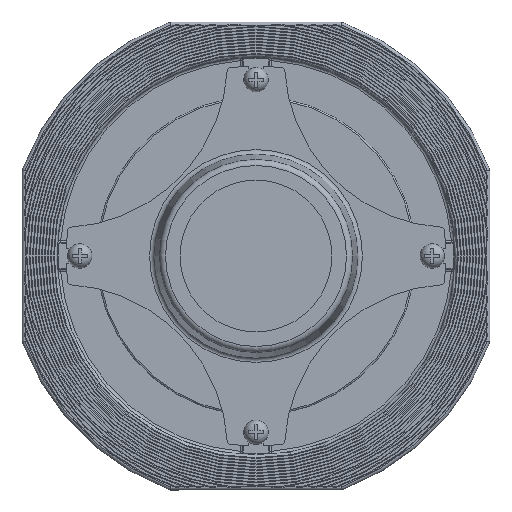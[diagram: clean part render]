
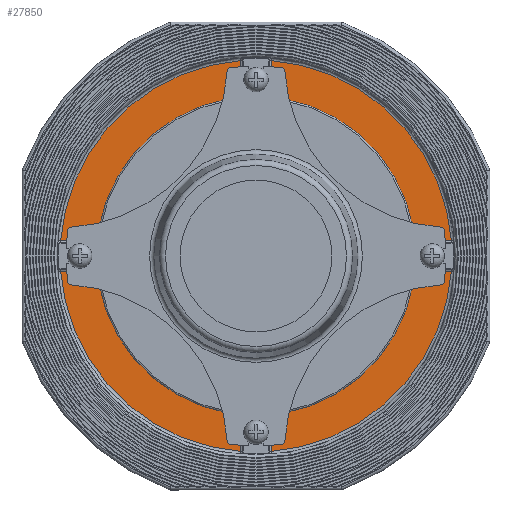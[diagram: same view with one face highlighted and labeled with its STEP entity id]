
A CAD part, left-side view. The second image highlights one B-rep face of the part: STEP entity #27850.
In plain terms, the highlighted planar face has unit normal (-1, 0, 0).
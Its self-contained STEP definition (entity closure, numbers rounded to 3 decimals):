
#157 = CIRCLE ( 'NONE', #24725, 64.5 ) ;
#233 = CIRCLE ( 'NONE', #21069, 64.5 ) ;
#2402 = DIRECTION ( 'NONE',  ( 0., 1., 0. ) ) ;
#2408 = CARTESIAN_POINT ( 'NONE',  ( -6., -5., -64.343 ) ) ;
#2682 = DIRECTION ( 'NONE',  ( 0., 0., -1. ) ) ;
#2797 = CARTESIAN_POINT ( 'NONE',  ( -6., 64.343, -5. ) ) ;
#2873 = VERTEX_POINT ( 'NONE', #41919 ) ;
#2874 = VERTEX_POINT ( 'NONE', #41971 ) ;
#2884 = VERTEX_POINT ( 'NONE', #42994 ) ;
#2889 = VERTEX_POINT ( 'NONE', #41507 ) ;
#2903 = VERTEX_POINT ( 'NONE', #43018 ) ;
#2912 = VERTEX_POINT ( 'NONE', #43486 ) ;
#2954 = VERTEX_POINT ( 'NONE', #42593 ) ;
#2977 = VERTEX_POINT ( 'NONE', #15264 ) ;
#2978 = VERTEX_POINT ( 'NONE', #14362 ) ;
#2979 = VERTEX_POINT ( 'NONE', #14802 ) ;
#2981 = VERTEX_POINT ( 'NONE', #15801 ) ;
#2982 = VERTEX_POINT ( 'NONE', #14565 ) ;
#2994 = VERTEX_POINT ( 'NONE', #14183 ) ;
#3048 = VERTEX_POINT ( 'NONE', #42312 ) ;
#3060 = VERTEX_POINT ( 'NONE', #43746 ) ;
#3080 = VERTEX_POINT ( 'NONE', #43606 ) ;
#3393 = CARTESIAN_POINT ( 'NONE',  ( -6., -5., 58. ) ) ;
#3395 = DIRECTION ( 'NONE',  ( 0., 0., -1. ) ) ;
#3784 = CARTESIAN_POINT ( 'NONE',  ( -6., 0., 0. ) ) ;
#3794 = DIRECTION ( 'NONE',  ( -1., 0., 0. ) ) ;
#3799 = DIRECTION ( 'NONE',  ( 0., 0., -1. ) ) ;
#4088 = DIRECTION ( 'NONE',  ( 0., 0., -1. ) ) ;
#4090 = DIRECTION ( 'NONE',  ( 1., 0., 0. ) ) ;
#4127 = DIRECTION ( 'NONE',  ( 0., 0., -1. ) ) ;
#4133 = CARTESIAN_POINT ( 'NONE',  ( -6., -58., 0. ) ) ;
#4137 = DIRECTION ( 'NONE',  ( 1., 0., 0. ) ) ;
#4227 = CARTESIAN_POINT ( 'NONE',  ( -6., -58., -5. ) ) ;
#4242 = DIRECTION ( 'NONE',  ( 0., 1., 0. ) ) ;
#4251 = CARTESIAN_POINT ( 'NONE',  ( -6., 0., -58. ) ) ;
#9508 = FACE_OUTER_BOUND ( 'NONE', #13380, .T. ) ;
#9509 = FACE_BOUND ( 'NONE', #13392, .T. ) ;
#9588 = CIRCLE ( 'NONE', #24417, 64.5 ) ;
#9591 = CIRCLE ( 'NONE', #23570, 5. ) ;
#13380 = EDGE_LOOP ( 'NONE', ( #13967, #41211, #41210, #41194, #14010, #41174, #41176, #41206, #41263, #14042, #14311, #14352, #14343, #14347, #14345, #14334 ) ) ;
#13392 = EDGE_LOOP ( 'NONE', ( #14012 ) ) ;
#13967 = ORIENTED_EDGE ( 'NONE', *, *, #23869, .T. ) ;
#14010 = ORIENTED_EDGE ( 'NONE', *, *, #24457, .T. ) ;
#14012 = ORIENTED_EDGE ( 'NONE', *, *, #23671, .F. ) ;
#14042 = ORIENTED_EDGE ( 'NONE', *, *, #23990, .T. ) ;
#14058 = CARTESIAN_POINT ( 'NONE',  ( -6., 0., 0. ) ) ;
#14183 = CARTESIAN_POINT ( 'NONE',  ( -6., 58., -5. ) ) ;
#14311 = ORIENTED_EDGE ( 'NONE', *, *, #24440, .T. ) ;
#14334 = ORIENTED_EDGE ( 'NONE', *, *, #23863, .T. ) ;
#14343 = ORIENTED_EDGE ( 'NONE', *, *, #23864, .T. ) ;
#14345 = ORIENTED_EDGE ( 'NONE', *, *, #24263, .T. ) ;
#14347 = ORIENTED_EDGE ( 'NONE', *, *, #23976, .T. ) ;
#14352 = ORIENTED_EDGE ( 'NONE', *, *, #23932, .T. ) ;
#14362 = CARTESIAN_POINT ( 'NONE',  ( -6., 58., 5. ) ) ;
#14565 = CARTESIAN_POINT ( 'NONE',  ( -6., -64.306, 5. ) ) ;
#14643 = DIRECTION ( 'NONE',  ( -1., 0., 0. ) ) ;
#14684 = CARTESIAN_POINT ( 'NONE',  ( -6., 5., -58. ) ) ;
#14802 = CARTESIAN_POINT ( 'NONE',  ( -6., -58., -5. ) ) ;
#14869 = CARTESIAN_POINT ( 'NONE',  ( -6., 58., 5. ) ) ;
#15264 = CARTESIAN_POINT ( 'NONE',  ( -6., 64.306, -5. ) ) ;
#15489 = DIRECTION ( 'NONE',  ( 0., -1., 0. ) ) ;
#15526 = DIRECTION ( 'NONE',  ( 0., 0., 1. ) ) ;
#15801 = CARTESIAN_POINT ( 'NONE',  ( -6., -58., 5. ) ) ;
#15998 = DIRECTION ( 'NONE',  ( 0., 0., -1. ) ) ;
#16608 = CIRCLE ( 'NONE', #23888, 52.5 ) ;
#21069 = AXIS2_PLACEMENT_3D ( 'NONE', #43705, #42808, #42101 ) ;
#21484 = CIRCLE ( 'NONE', #24710, 5. ) ;
#23570 = AXIS2_PLACEMENT_3D ( 'NONE', #40604, #40571, #40107 ) ;
#23661 = EDGE_CURVE ( 'NONE', #2981, #2982, #44089, .T. ) ;
#23671 = EDGE_CURVE ( 'NONE', #32976, #32976, #16608, .T. ) ;
#23719 = EDGE_CURVE ( 'NONE', #2978, #2994, #9591, .T. ) ;
#23722 = EDGE_CURVE ( 'NONE', #2982, #2903, #9588, .T. ) ;
#23863 = EDGE_CURVE ( 'NONE', #3080, #2979, #27459, .T. ) ;
#23864 = EDGE_CURVE ( 'NONE', #2912, #2884, #27452, .T. ) ;
#23869 = EDGE_CURVE ( 'NONE', #2979, #2981, #27545, .T. ) ;
#23888 = AXIS2_PLACEMENT_3D ( 'NONE', #39932, #40757, #40262 ) ;
#23900 = EDGE_CURVE ( 'NONE', #2889, #2978, #27673, .T. ) ;
#23932 = EDGE_CURVE ( 'NONE', #2874, #2912, #27901, .T. ) ;
#23976 = EDGE_CURVE ( 'NONE', #2884, #3048, #28014, .T. ) ;
#23990 = EDGE_CURVE ( 'NONE', #2994, #2977, #27911, .T. ) ;
#24094 = EDGE_CURVE ( 'NONE', #2903, #3060, #28069, .T. ) ;
#24263 = EDGE_CURVE ( 'NONE', #3048, #3080, #45759, .T. ) ;
#24388 = EDGE_CURVE ( 'NONE', #2873, #2889, #233, .T. ) ;
#24417 = AXIS2_PLACEMENT_3D ( 'NONE', #26267, #26265, #26266 ) ;
#24440 = EDGE_CURVE ( 'NONE', #2977, #2874, #157, .T. ) ;
#24451 = EDGE_CURVE ( 'NONE', #2954, #2873, #27163, .T. ) ;
#24457 = EDGE_CURVE ( 'NONE', #3060, #2954, #21484, .T. ) ;
#24710 = AXIS2_PLACEMENT_3D ( 'NONE', #28872, #28877, #28884 ) ;
#24725 = AXIS2_PLACEMENT_3D ( 'NONE', #3784, #3794, #3799 ) ;
#25600 = AXIS2_PLACEMENT_3D ( 'NONE', #35413, #35414, #35415 ) ;
#26265 = DIRECTION ( 'NONE',  ( -1., 0., 0. ) ) ;
#26266 = DIRECTION ( 'NONE',  ( 0., 0., -1. ) ) ;
#26267 = CARTESIAN_POINT ( 'NONE',  ( -6., 0., 0. ) ) ;
#27071 = VECTOR ( 'NONE', #28725, 1000. ) ;
#27163 = LINE ( 'NONE', #28658, #27071 ) ;
#27260 = AXIS2_PLACEMENT_3D ( 'NONE', #14058, #14643, #15998 ) ;
#27452 = CIRCLE ( 'NONE', #37582, 5. ) ;
#27457 = VECTOR ( 'NONE', #4242, 1000. ) ;
#27459 = LINE ( 'NONE', #4227, #27457 ) ;
#27545 = CIRCLE ( 'NONE', #37895, 5. ) ;
#27672 = VECTOR ( 'NONE', #15489, 1000. ) ;
#27673 = LINE ( 'NONE', #14869, #27672 ) ;
#27850 = ADVANCED_FACE ( 'NONE', ( #9509, #9508 ), #35412, .F. ) ;
#27900 = VECTOR ( 'NONE', #15526, 1000. ) ;
#27901 = LINE ( 'NONE', #14684, #27900 ) ;
#27910 = VECTOR ( 'NONE', #2402, 1000. ) ;
#27911 = LINE ( 'NONE', #2797, #27910 ) ;
#28012 = VECTOR ( 'NONE', #2682, 1000. ) ;
#28014 = LINE ( 'NONE', #2408, #28012 ) ;
#28067 = VECTOR ( 'NONE', #3395, 1000. ) ;
#28069 = LINE ( 'NONE', #3393, #28067 ) ;
#28658 = CARTESIAN_POINT ( 'NONE',  ( -6., 5., 64.343 ) ) ;
#28725 = DIRECTION ( 'NONE',  ( 0., 0., 1. ) ) ;
#28872 = CARTESIAN_POINT ( 'NONE',  ( -6., 0., 58. ) ) ;
#28877 = DIRECTION ( 'NONE',  ( 1., 0., 0. ) ) ;
#28884 = DIRECTION ( 'NONE',  ( 0., 0., -1. ) ) ;
#32976 = VERTEX_POINT ( 'NONE', #33055 ) ;
#33055 = CARTESIAN_POINT ( 'NONE',  ( -6., 0., 52.5 ) ) ;
#35412 = PLANE ( 'NONE',  #25600 ) ;
#35413 = CARTESIAN_POINT ( 'NONE',  ( -6., 65.5, 0. ) ) ;
#35414 = DIRECTION ( 'NONE',  ( 1., 0., 0. ) ) ;
#35415 = DIRECTION ( 'NONE',  ( 0., 0., -1. ) ) ;
#37582 = AXIS2_PLACEMENT_3D ( 'NONE', #4251, #4090, #4088 ) ;
#37895 = AXIS2_PLACEMENT_3D ( 'NONE', #4133, #4137, #4127 ) ;
#39932 = CARTESIAN_POINT ( 'NONE',  ( -6., 0., 0. ) ) ;
#40107 = DIRECTION ( 'NONE',  ( 0., 0., -1. ) ) ;
#40143 = CARTESIAN_POINT ( 'NONE',  ( -6., -64.343, 5. ) ) ;
#40262 = DIRECTION ( 'NONE',  ( 0., 0., 1. ) ) ;
#40571 = DIRECTION ( 'NONE',  ( 1., 0., 0. ) ) ;
#40604 = CARTESIAN_POINT ( 'NONE',  ( -6., 58., 0. ) ) ;
#40720 = DIRECTION ( 'NONE',  ( 0., -1., 0. ) ) ;
#40757 = DIRECTION ( 'NONE',  ( -1., 0., 0. ) ) ;
#41174 = ORIENTED_EDGE ( 'NONE', *, *, #24451, .T. ) ;
#41176 = ORIENTED_EDGE ( 'NONE', *, *, #24388, .T. ) ;
#41194 = ORIENTED_EDGE ( 'NONE', *, *, #24094, .T. ) ;
#41206 = ORIENTED_EDGE ( 'NONE', *, *, #23900, .T. ) ;
#41210 = ORIENTED_EDGE ( 'NONE', *, *, #23722, .T. ) ;
#41211 = ORIENTED_EDGE ( 'NONE', *, *, #23661, .T. ) ;
#41263 = ORIENTED_EDGE ( 'NONE', *, *, #23719, .T. ) ;
#41507 = CARTESIAN_POINT ( 'NONE',  ( -6., 64.306, 5. ) ) ;
#41919 = CARTESIAN_POINT ( 'NONE',  ( -6., 5., 64.306 ) ) ;
#41971 = CARTESIAN_POINT ( 'NONE',  ( -6., 5., -64.306 ) ) ;
#42101 = DIRECTION ( 'NONE',  ( 0., 0., -1. ) ) ;
#42312 = CARTESIAN_POINT ( 'NONE',  ( -6., -5., -64.306 ) ) ;
#42593 = CARTESIAN_POINT ( 'NONE',  ( -6., 5., 58. ) ) ;
#42808 = DIRECTION ( 'NONE',  ( -1., 0., 0. ) ) ;
#42994 = CARTESIAN_POINT ( 'NONE',  ( -6., -5., -58. ) ) ;
#43018 = CARTESIAN_POINT ( 'NONE',  ( -6., -5., 64.306 ) ) ;
#43486 = CARTESIAN_POINT ( 'NONE',  ( -6., 5., -58. ) ) ;
#43606 = CARTESIAN_POINT ( 'NONE',  ( -6., -64.306, -5. ) ) ;
#43705 = CARTESIAN_POINT ( 'NONE',  ( -6., 0., 0. ) ) ;
#43746 = CARTESIAN_POINT ( 'NONE',  ( -6., -5., 58. ) ) ;
#44066 = VECTOR ( 'NONE', #40720, 1000. ) ;
#44089 = LINE ( 'NONE', #40143, #44066 ) ;
#45759 = CIRCLE ( 'NONE', #27260, 64.5 ) ;
